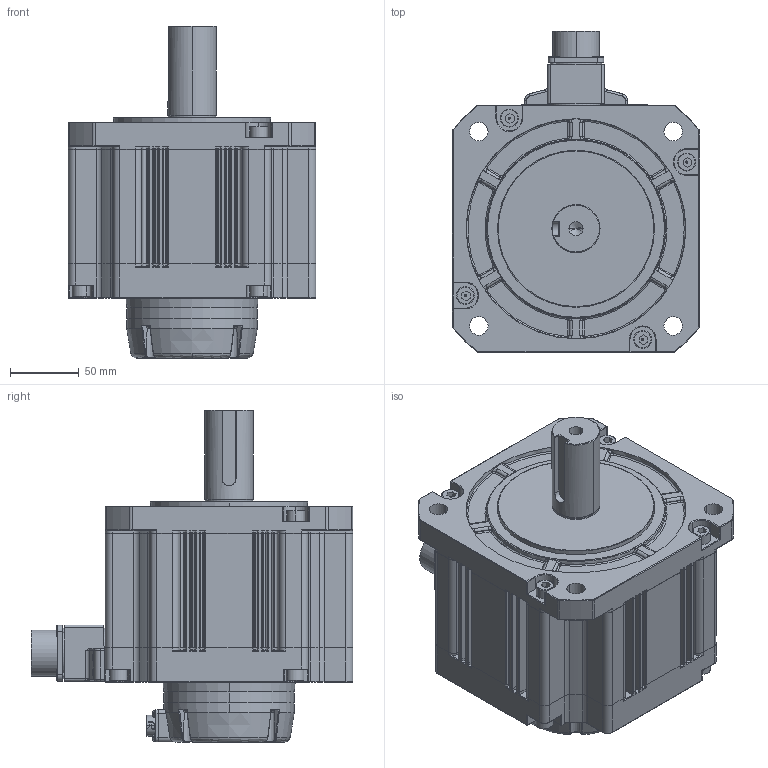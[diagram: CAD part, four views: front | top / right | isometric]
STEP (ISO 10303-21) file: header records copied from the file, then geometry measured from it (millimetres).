
FILE_DESCRIPTION (( 'STEP AP203' ), '1' );
FILE_NAME ('SV-X6MM300A-N4LD.STEP', '2021-10-12T13:24:34', ( 'China' ), ( 'Microsoft' ), 'SwSTEP 2.0', 'SolidWorks 2016', '' );
FILE_SCHEMA (( 'CONFIG_CONTROL_DESIGN' ));
Length unit declared in the file: millimetre
Products named in the file (1): SV-X6MM300A-N4LD
Bounding box: 180 x 233.9 x 241.6 mm (x, y, z)
Volume: 4061358.4 mm3; surface area: 212640.6 mm2
Topology: 1 solids, 1 shells, 2535 faces, 6816 edges, 4283 vertices
Faces by surface type: cylinder 972, plane 862, bspline 411, cone 184, torus 75, sphere 31
Entity records: 90394 total; most frequent: CARTESIAN_POINT 31266, ORIENTED_EDGE 13454, DIRECTION 11155, EDGE_CURVE 6727, VERTEX_POINT 4275, AXIS2_PLACEMENT_3D 4078, LINE 2999, VECTOR 2999
